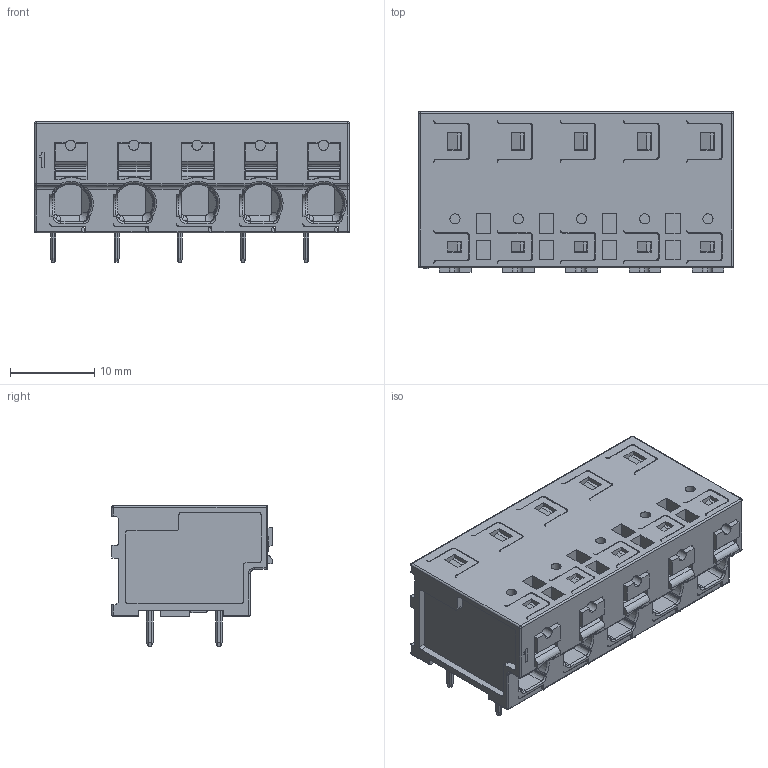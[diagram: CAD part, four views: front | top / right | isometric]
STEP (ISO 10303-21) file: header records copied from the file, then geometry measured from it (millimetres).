
FILE_DESCRIPTION(('CATIA V5 STEP Exchange','CAx-IF Rec.Pracs.--- Model Styling and Organization---1.5--- 2016-08-15','CAx-IF Rec.Pracs.---Supplemental Geometry---1.0---2011-11-01','CAx-IF Rec.Pracs.--- Composite Materials ---1.1---2010-07-15'),'2;1');
FILE_NAME ('2124186-5_0', '2025-12-02T14:31:56+00:00', ('none'), ('Weidmueller'), 'CATIA Version 5-6 Release 2024 SP4', 'CATIA V5 STEP AP214 v3', 'none');
FILE_SCHEMA(('AUTOMOTIVE_DESIGN { 1 0 10303 214 1 1 1 1 }'));
Products named in the file (1): 3124640000
Bounding box: 37.3 x 19 x 16.7 mm (x, y, z)
Volume: 6254.8 mm3; surface area: 7077 mm2
Topology: 1 solids, 3 shells, 2028 faces, 5492 edges, 3551 vertices
Faces by surface type: plane 1352, cylinder 408, bspline 124, extrusion 73, torus 27, sphere 24, cone 20
Entity records: 67152 total; most frequent: CARTESIAN_POINT 19073, ORIENTED_EDGE 10938, DIRECTION 7089, EDGE_CURVE 5469, VECTOR 4046, LINE 3973, VERTEX_POINT 3551, EDGE_LOOP 2182
